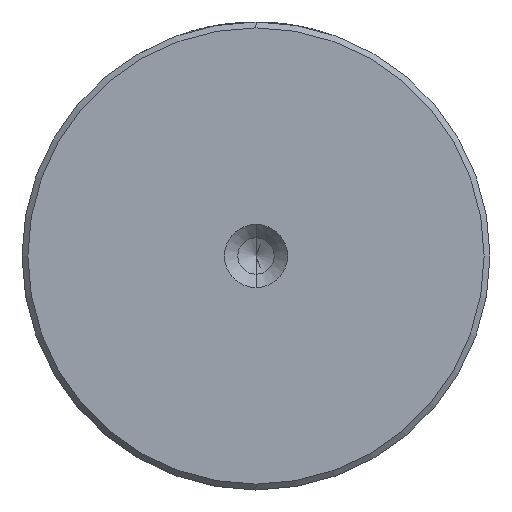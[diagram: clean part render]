
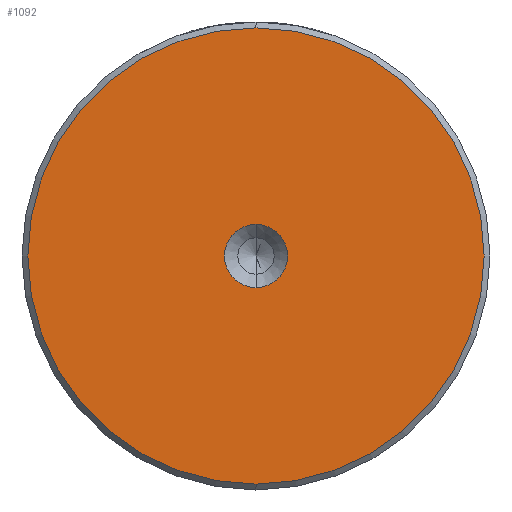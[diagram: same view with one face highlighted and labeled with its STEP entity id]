
A CAD part, left-side view. The second image highlights one B-rep face of the part: STEP entity #1092.
In plain terms, the highlighted planar face has unit normal (-1, 0, 0).
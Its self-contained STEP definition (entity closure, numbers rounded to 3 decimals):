
#84 = EDGE_CURVE ( 'NONE', #597, #1658, #2713, .T. ) ;
#127 = DIRECTION ( 'NONE',  ( 0., 0., 1. ) ) ;
#129 = CIRCLE ( 'NONE', #1373, 2.7 ) ;
#344 = ORIENTED_EDGE ( 'NONE', *, *, #2658, .F. ) ;
#354 = AXIS2_PLACEMENT_3D ( 'NONE', #2123, #710, #2353 ) ;
#380 = EDGE_LOOP ( 'NONE', ( #690, #1161 ) ) ;
#460 = FACE_OUTER_BOUND ( 'NONE', #380, .T. ) ;
#553 = CARTESIAN_POINT ( 'NONE',  ( 0., 0., 0. ) ) ;
#597 = VERTEX_POINT ( 'NONE', #2722 ) ;
#630 = EDGE_CURVE ( 'NONE', #1658, #597, #2025, .T. ) ;
#690 = ORIENTED_EDGE ( 'NONE', *, *, #630, .T. ) ;
#710 = DIRECTION ( 'NONE',  ( -1., 0., 0. ) ) ;
#739 = CARTESIAN_POINT ( 'NONE',  ( 0., 0., 2.7 ) ) ;
#762 = CARTESIAN_POINT ( 'NONE',  ( 0., 0., -19.5 ) ) ;
#787 = DIRECTION ( 'NONE',  ( 0., 0., 1. ) ) ;
#887 = AXIS2_PLACEMENT_3D ( 'NONE', #2213, #1727, #1278 ) ;
#947 = CIRCLE ( 'NONE', #354, 2.7 ) ;
#1019 = FACE_BOUND ( 'NONE', #2431, .T. ) ;
#1033 = PLANE ( 'NONE',  #887 ) ;
#1048 = ORIENTED_EDGE ( 'NONE', *, *, #2523, .F. ) ;
#1092 = ADVANCED_FACE ( 'NONE', ( #460, #1019 ), #1033, .T. ) ;
#1161 = ORIENTED_EDGE ( 'NONE', *, *, #84, .T. ) ;
#1175 = CARTESIAN_POINT ( 'NONE',  ( 0., 0., -2.7 ) ) ;
#1247 = CARTESIAN_POINT ( 'NONE',  ( 0., 0., 0. ) ) ;
#1278 = DIRECTION ( 'NONE',  ( 0., 0., 1. ) ) ;
#1373 = AXIS2_PLACEMENT_3D ( 'NONE', #553, #2201, #787 ) ;
#1495 = DIRECTION ( 'NONE',  ( 0., 0., 1. ) ) ;
#1540 = DIRECTION ( 'NONE',  ( -1., 0., 0. ) ) ;
#1658 = VERTEX_POINT ( 'NONE', #762 ) ;
#1727 = DIRECTION ( 'NONE',  ( -1., 0., 0. ) ) ;
#2025 = CIRCLE ( 'NONE', #2411, 19.5 ) ;
#2123 = CARTESIAN_POINT ( 'NONE',  ( 0., 0., 0. ) ) ;
#2201 = DIRECTION ( 'NONE',  ( -1., 0., 0. ) ) ;
#2213 = CARTESIAN_POINT ( 'NONE',  ( 0., 0., 0. ) ) ;
#2353 = DIRECTION ( 'NONE',  ( 0., 0., 1. ) ) ;
#2380 = AXIS2_PLACEMENT_3D ( 'NONE', #2924, #1540, #127 ) ;
#2411 = AXIS2_PLACEMENT_3D ( 'NONE', #1247, #2881, #1495 ) ;
#2431 = EDGE_LOOP ( 'NONE', ( #1048, #344 ) ) ;
#2523 = EDGE_CURVE ( 'NONE', #2567, #2975, #947, .T. ) ;
#2567 = VERTEX_POINT ( 'NONE', #739 ) ;
#2658 = EDGE_CURVE ( 'NONE', #2975, #2567, #129, .T. ) ;
#2713 = CIRCLE ( 'NONE', #2380, 19.5 ) ;
#2722 = CARTESIAN_POINT ( 'NONE',  ( 0., 0., 19.5 ) ) ;
#2881 = DIRECTION ( 'NONE',  ( -1., 0., 0. ) ) ;
#2924 = CARTESIAN_POINT ( 'NONE',  ( 0., 0., 0. ) ) ;
#2975 = VERTEX_POINT ( 'NONE', #1175 ) ;
